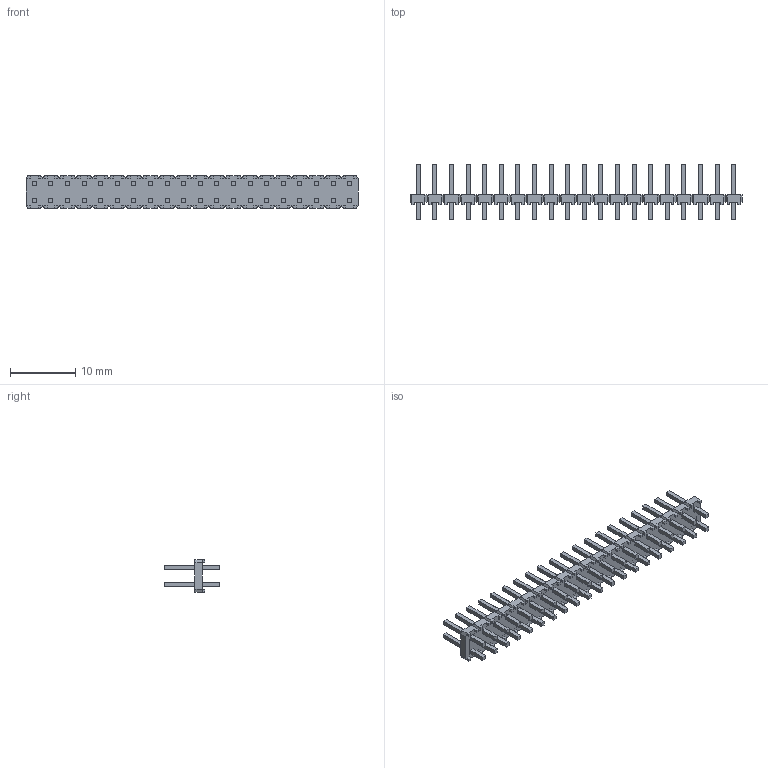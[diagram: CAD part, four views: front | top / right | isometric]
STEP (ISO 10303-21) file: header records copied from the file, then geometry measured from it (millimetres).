
FILE_DESCRIPTION(/* description */ ('STEP AP214'),/* implementation_level */ '2;1');
FILE_NAME(/* name */ 'MTLW-120-05-G-D-185',/* time_stamp */ '2025-03-08T03:14:12+01:00',/* author */ ('License CC BY-ND 4.0'),/* organization */ ('CADENAS'),/* preprocessor_version */ 'ST-DEVELOPER v19.3',/* originating_system */ 'PARTsolutions',/* authorisation */ ' ');
FILE_SCHEMA (('AUTOMOTIVE_DESIGN {1 0 10303 214 3 1 1}'));
Length unit declared in the file: inch
Products named in the file (3): MTLW-120-05-G-D-185; MTLW-120-05-G-D-185_body; MTLW-20-05-D-185
Assembly tree (2 placements, depth 2):
  MTLW-120-05-G-D-185
    MTLW-120-05-G-D-185_body
    MTLW-20-05-D-185
Bounding box: 50.8 x 8.51 x 5.03 mm (x, y, z)
Volume: 430 mm3; surface area: 1993.2 mm2
Topology: 2 solids, 2 shells, 1010 faces, 2698 edges, 1772 vertices
Faces by surface type: plane 1010
Entity records: 30920 total; most frequent: CARTESIAN_POINT 5483, ORIENTED_EDGE 5396, DIRECTION 4724, EDGE_CURVE 2698, LINE 2698, VECTOR 2698, VERTEX_POINT 1772, EDGE_LOOP 1170
